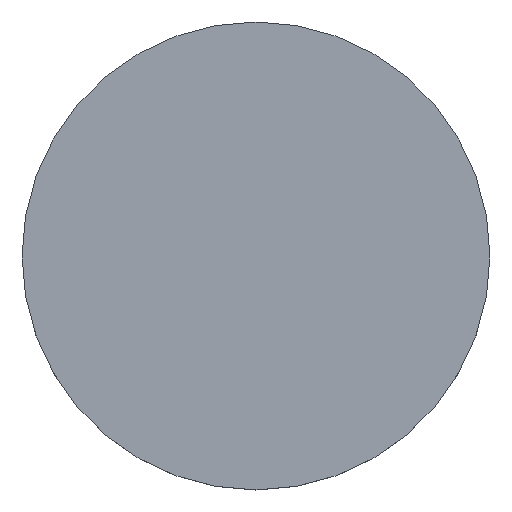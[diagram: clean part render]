
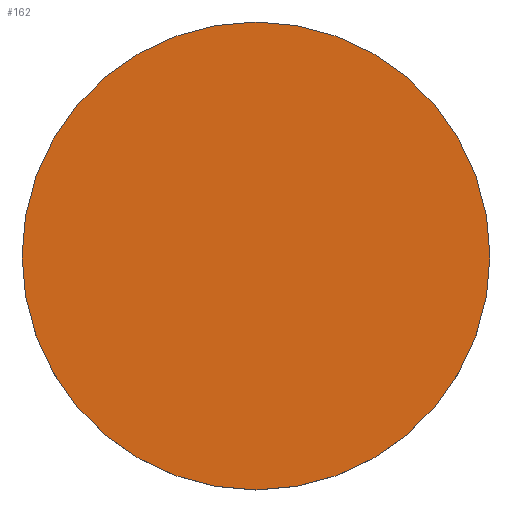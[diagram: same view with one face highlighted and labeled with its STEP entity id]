
A CAD part, top view. The second image highlights one B-rep face of the part: STEP entity #162.
In plain terms, the highlighted planar face has unit normal (0, 0, 1).
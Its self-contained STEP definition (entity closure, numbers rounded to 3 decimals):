
#118=CARTESIAN_POINT('',(-25.875,13.,326.88));
#119=VERTEX_POINT('',#118);
#126=CARTESIAN_POINT('',(17.875,13.,326.88));
#127=VERTEX_POINT('',#126);
#128=CARTESIAN_POINT('',(-4.,13.,326.88));
#129=DIRECTION('',(0.,0.,1.));
#130=DIRECTION('',(1.,0.,-0.));
#131=AXIS2_PLACEMENT_3D('',#128,#129,#130);
#132=CIRCLE('',#131,21.875);
#133=EDGE_CURVE('',#127,#119,#132,.T.);
#135=CARTESIAN_POINT('',(-4.,13.,326.88));
#136=DIRECTION('',(0.,0.,1.));
#137=DIRECTION('',(1.,0.,-0.));
#138=AXIS2_PLACEMENT_3D('',#135,#136,#137);
#139=CIRCLE('',#138,21.875);
#140=EDGE_CURVE('',#119,#127,#139,.T.);
#153=CARTESIAN_POINT('',(-4.,13.,326.88));
#154=DIRECTION('',(0.,0.,1.));
#155=DIRECTION('',(1.,0.,0.));
#156=AXIS2_PLACEMENT_3D('',#153,#154,#155);
#157=PLANE('',#156);
#158=ORIENTED_EDGE('',*,*,#133,.T.);
#159=ORIENTED_EDGE('',*,*,#140,.T.);
#160=EDGE_LOOP('',(#158,#159));
#161=FACE_BOUND('',#160,.T.);
#162=ADVANCED_FACE('',(#161),#157,.T.);
